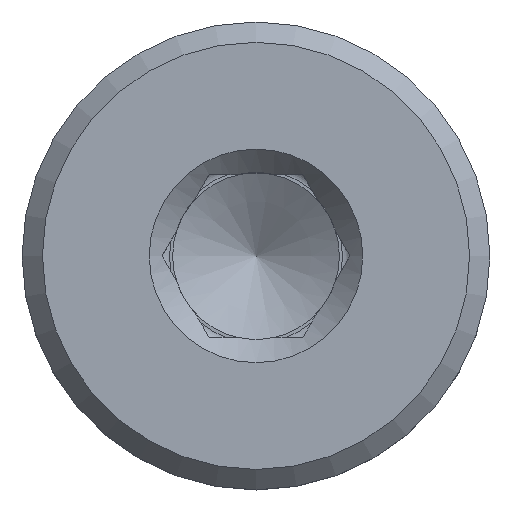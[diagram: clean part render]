
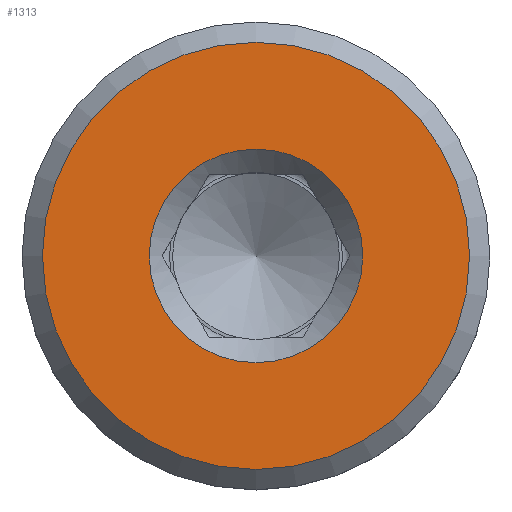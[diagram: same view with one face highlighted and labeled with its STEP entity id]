
A CAD part, top view. The second image highlights one B-rep face of the part: STEP entity #1313.
In plain terms, the highlighted planar face has unit normal (0, 0, 1).
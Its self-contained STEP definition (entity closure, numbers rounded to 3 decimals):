
#1270=CARTESIAN_POINT('',(5.25,0.,17.0));
#1271=VERTEX_POINT('',#1270);
#1272=CARTESIAN_POINT('',(0.0,0.0,17.0));
#1273=DIRECTION('',(0.0,0.0,-1.0));
#1274=DIRECTION('',(-1.0,0.0,0.0));
#1275=AXIS2_PLACEMENT_3D('',#1272,#1273,#1274);
#1276=CIRCLE('',#1275,5.25);
#1277=EDGE_CURVE('',#1271,#1271,#1276,.T.);
#1287=CARTESIAN_POINT('',(10.5,0.,17.0));
#1288=VERTEX_POINT('',#1287);
#1289=CARTESIAN_POINT('',(0.0,0.0,17.0));
#1290=DIRECTION('',(0.0,0.0,-1.0));
#1291=DIRECTION('',(-1.0,0.0,0.0));
#1292=AXIS2_PLACEMENT_3D('',#1289,#1290,#1291);
#1293=CIRCLE('',#1292,10.5);
#1294=EDGE_CURVE('',#1288,#1288,#1293,.T.);
#1302=CARTESIAN_POINT('',(0.0,0.0,17.0));
#1303=DIRECTION('',(0.0,0.0,-1.0));
#1304=DIRECTION('',(-1.0,0.0,0.0));
#1305=AXIS2_PLACEMENT_3D('',#1302,#1303,#1304);
#1306=PLANE('',#1305);
#1307=ORIENTED_EDGE('',*,*,#1294,.F.);
#1308=EDGE_LOOP('',(#1307));
#1309=FACE_OUTER_BOUND('',#1308,.T.);
#1310=ORIENTED_EDGE('',*,*,#1277,.T.);
#1311=EDGE_LOOP('',(#1310));
#1312=FACE_BOUND('',#1311,.T.);
#1313=ADVANCED_FACE('',(#1309,#1312),#1306,.F.);
